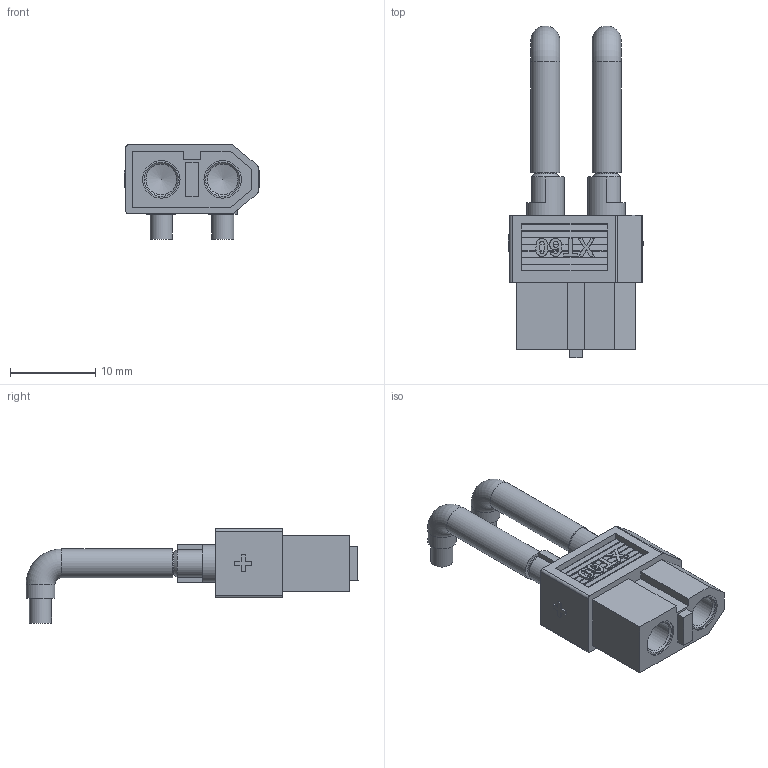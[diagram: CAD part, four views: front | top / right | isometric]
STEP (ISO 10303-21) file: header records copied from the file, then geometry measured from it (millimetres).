
FILE_DESCRIPTION(('FreeCAD Model'),'2;1');
FILE_NAME('Open CASCADE Shape Model','2023-11-20T09:19:12',(''),(''), 'Open CASCADE STEP processor 7.6','FreeCAD','Unknown');
FILE_SCHEMA(('AUTOMOTIVE_DESIGN { 1 0 10303 214 1 1 1 1 }'));
Length unit declared in the file: millimetre
Products named in the file (7): xt60-f_horizontal_align_up_pigtail; xt60-f; SolderPinSocket001; VerticalFemaleShellBody001; SolderCupBlob; GroundPigTail; HotPigTail
Assembly tree (8 placements, depth 3):
  xt60-f_horizontal_align_up_pigtail
    xt60-f
      SolderPinSocket001  x2
      VerticalFemaleShellBody001
    SolderCupBlob  x2
    GroundPigTail
    HotPigTail
Bounding box: 15.9 x 38.89 x 11.05 mm (x, y, z)
Volume: 794.8 mm3; surface area: 2927.7 mm2
Topology: 6 solids, 7 shells, 464 faces, 1266 edges, 836 vertices
Faces by surface type: plane 272, extrusion 146, cylinder 30, cone 14, torus 2
Full cylindrical faces by diameter (mm): 2.588 x4, 3.2 x4, 3.388 x4, 3.6 x2, 3.98 x2, 4.4 x6, 6.1 x2
Entity records: 15290 total; most frequent: CARTESIAN_POINT 4461, ORIENTED_EDGE 2444, DIRECTION 1643, EDGE_CURVE 1222, VECTOR 913, VERTEX_POINT 810, LINE 767, B_SPLINE_CURVE_WITH_KNOTS 539
